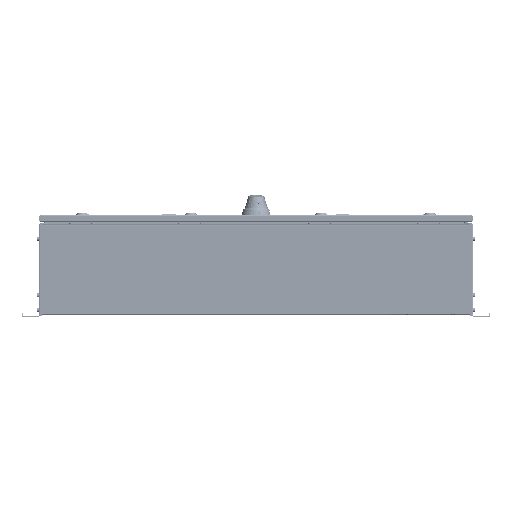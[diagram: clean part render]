
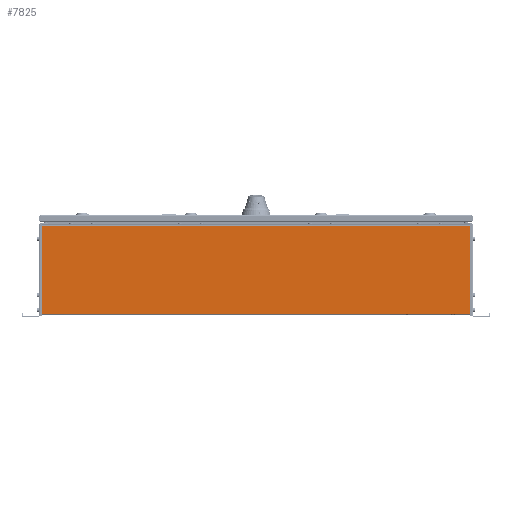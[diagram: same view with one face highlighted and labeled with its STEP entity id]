
A CAD part, left-side view. The second image highlights one B-rep face of the part: STEP entity #7825.
In plain terms, the highlighted planar face has unit normal (-1, 0, 0).
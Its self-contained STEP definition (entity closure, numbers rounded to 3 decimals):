
#782=CARTESIAN_POINT('',(-600.,496.,-101.872));
#784=DIRECTION('',(0.,0.,1.));
#785=VECTOR('',#784,0.128);
#786=CARTESIAN_POINT('',(-600.,-496.,
-102.));
#787=LINE('',#786,#785);
#788=DIRECTION('',(0.,-1.,0.));
#789=VECTOR('',#788,992.);
#790=CARTESIAN_POINT('',(-600.,496.,-102.));
#791=LINE('',#790,#789);
#792=DIRECTION('',(0.,0.,-1.));
#793=VECTOR('',#792,0.128);
#794=CARTESIAN_POINT('',(-600.,496.,-101.872));
#795=LINE('',#794,#793);
#796=DIRECTION('',(0.,0.,-1.));
#797=VECTOR('',#796,203.393);
#798=CARTESIAN_POINT('',(-600.,496.,101.521));
#799=LINE('',#798,#797);
#800=DIRECTION('',(0.,1.,0.));
#801=VECTOR('',#800,992.);
#802=CARTESIAN_POINT('',(-600.,-496.,101.521));
#803=LINE('',#802,#801);
#804=DIRECTION('',(0.,0.,1.));
#805=VECTOR('',#804,203.393);
#806=CARTESIAN_POINT('',(-600.,-496.,
-101.872));
#807=LINE('',#806,#805);
#5745=CARTESIAN_POINT('',(-600.,-496.,101.521));
#5747=VERTEX_POINT('',#5745);
#5820=CARTESIAN_POINT('',(-600.,496.,101.521));
#5821=VERTEX_POINT('',#5820);
#5822=VERTEX_POINT('',#782);
#6121=CARTESIAN_POINT('',(-600.,496.,-102.));
#6122=VERTEX_POINT('',#6121);
#6130=CARTESIAN_POINT('',(-600.,-496.,
-101.872));
#6131=VERTEX_POINT('',#6130);
#6134=CARTESIAN_POINT('',(-600.,-496.,
-102.));
#6135=VERTEX_POINT('',#6134);
#7808=CARTESIAN_POINT('',(-600.,0.,-0.24));
#7809=DIRECTION('',(1.,0.,0.));
#7810=DIRECTION('',(0.,-1.,0.));
#7811=AXIS2_PLACEMENT_3D('',#7808,#7809,#7810);
#7812=PLANE('',#7811);
#7814=ORIENTED_EDGE('',*,*,#7813,.F.);
#7816=ORIENTED_EDGE('',*,*,#7815,.F.);
#7818=ORIENTED_EDGE('',*,*,#7817,.F.);
#7819=ORIENTED_EDGE('',*,*,#7786,.F.);
#7820=ORIENTED_EDGE('',*,*,#7219,.F.);
#7822=ORIENTED_EDGE('',*,*,#7821,.F.);
#7823=EDGE_LOOP('',(#7814,#7816,#7818,#7819,#7820,#7822));
#7824=FACE_OUTER_BOUND('',#7823,.F.);
#7825=ADVANCED_FACE('',(#7824),#7812,.F.);
#7219=EDGE_CURVE('',#5747,#5821,#803,.T.);
#7786=EDGE_CURVE('',#5821,#5822,#799,.T.);
#7813=EDGE_CURVE('',#6135,#6131,#787,.T.);
#7815=EDGE_CURVE('',#6122,#6135,#791,.T.);
#7817=EDGE_CURVE('',#5822,#6122,#795,.T.);
#7821=EDGE_CURVE('',#6131,#5747,#807,.T.);
